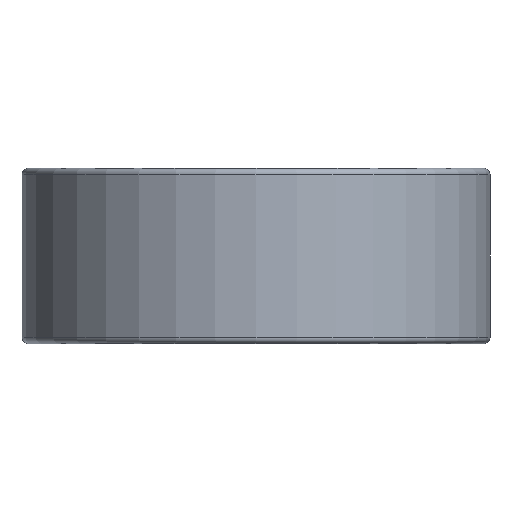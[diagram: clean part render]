
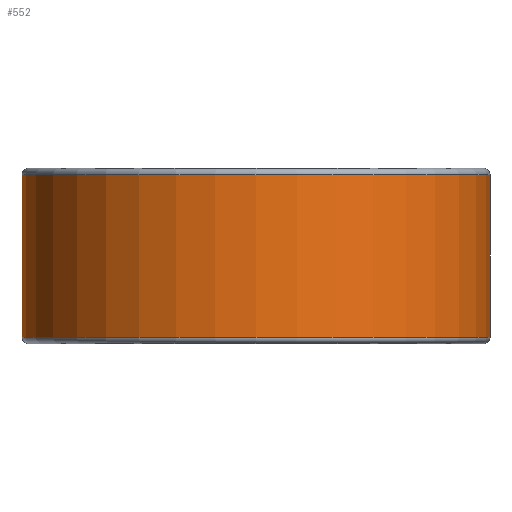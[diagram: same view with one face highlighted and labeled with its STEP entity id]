
A CAD part, front view. The second image highlights one B-rep face of the part: STEP entity #552.
In plain terms, the highlighted cylindrical face has radius 9.525 mm (diameter 19.05 mm), a partial arc.
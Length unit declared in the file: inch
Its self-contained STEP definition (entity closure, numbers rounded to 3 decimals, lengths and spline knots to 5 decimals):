
#1 = CIRCLE ( 'NONE', #612, 0.375 ) ;
#12 = VECTOR ( 'NONE', #116, 39.37008 ) ;
#20 = CIRCLE ( 'NONE', #304, 0.375 ) ;
#48 = CARTESIAN_POINT ( 'NONE',  ( -0.375, 0., 0.1305 ) ) ;
#66 = DIRECTION ( 'NONE',  ( 0., 0., -1. ) ) ;
#74 = CARTESIAN_POINT ( 'NONE',  ( -0.375, 0., -0.1305 ) ) ;
#116 = DIRECTION ( 'NONE',  ( 0., 0., -1. ) ) ;
#177 = ORIENTED_EDGE ( 'NONE', *, *, #247, .T. ) ;
#196 = DIRECTION ( 'NONE',  ( 1., 0., 0. ) ) ;
#200 = CARTESIAN_POINT ( 'NONE',  ( 0.375, 0., -0.1305 ) ) ;
#203 = DIRECTION ( 'NONE',  ( 0., 0., -1. ) ) ;
#207 = VERTEX_POINT ( 'NONE', #48 ) ;
#247 = EDGE_CURVE ( 'NONE', #207, #604, #718, .T. ) ;
#263 = AXIS2_PLACEMENT_3D ( 'NONE', #416, #66, #538 ) ;
#267 = ORIENTED_EDGE ( 'NONE', *, *, #740, .F. ) ;
#304 = AXIS2_PLACEMENT_3D ( 'NONE', #657, #312, #606 ) ;
#312 = DIRECTION ( 'NONE',  ( 0., 0., 1. ) ) ;
#416 = CARTESIAN_POINT ( 'NONE',  ( 0., 0., 0.1405 ) ) ;
#438 = DIRECTION ( 'NONE',  ( 0., 0., -1. ) ) ;
#445 = CARTESIAN_POINT ( 'NONE',  ( 0.375, 0., 0.1305 ) ) ;
#456 = VECTOR ( 'NONE', #438, 39.37008 ) ;
#473 = FACE_OUTER_BOUND ( 'NONE', #747, .T. ) ;
#538 = DIRECTION ( 'NONE',  ( -1., 0., 0. ) ) ;
#548 = ORIENTED_EDGE ( 'NONE', *, *, #613, .T. ) ;
#552 = ADVANCED_FACE ( 'NONE', ( #473 ), #668, .T. ) ;
#555 = CARTESIAN_POINT ( 'NONE',  ( 0.375, 0., 0.1405 ) ) ;
#569 = ORIENTED_EDGE ( 'NONE', *, *, #582, .T. ) ;
#582 = EDGE_CURVE ( 'NONE', #720, #207, #1, .T. ) ;
#604 = VERTEX_POINT ( 'NONE', #74 ) ;
#606 = DIRECTION ( 'NONE',  ( 1., 0., 0. ) ) ;
#607 = LINE ( 'NONE', #555, #456 ) ;
#612 = AXIS2_PLACEMENT_3D ( 'NONE', #708, #203, #196 ) ;
#613 = EDGE_CURVE ( 'NONE', #604, #665, #20, .T. ) ;
#657 = CARTESIAN_POINT ( 'NONE',  ( 0., 0., -0.1305 ) ) ;
#665 = VERTEX_POINT ( 'NONE', #200 ) ;
#668 = CYLINDRICAL_SURFACE ( 'NONE', #263, 0.375 ) ;
#708 = CARTESIAN_POINT ( 'NONE',  ( 0., 0., 0.1305 ) ) ;
#718 = LINE ( 'NONE', #746, #12 ) ;
#720 = VERTEX_POINT ( 'NONE', #445 ) ;
#740 = EDGE_CURVE ( 'NONE', #720, #665, #607, .T. ) ;
#746 = CARTESIAN_POINT ( 'NONE',  ( -0.375, 0., 0.1405 ) ) ;
#747 = EDGE_LOOP ( 'NONE', ( #267, #569, #177, #548 ) ) ;
